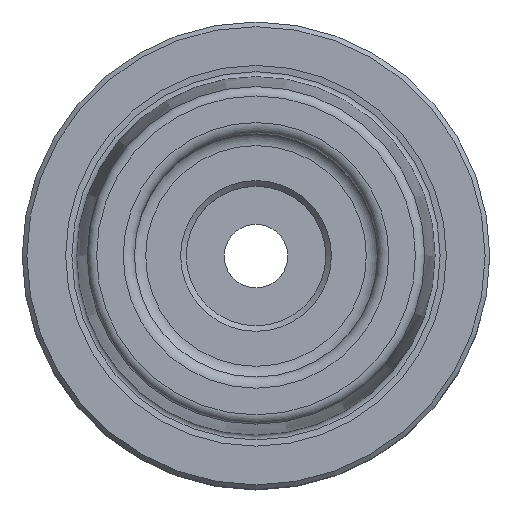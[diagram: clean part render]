
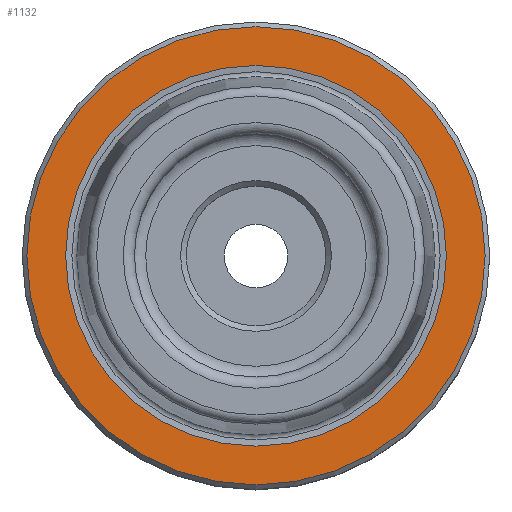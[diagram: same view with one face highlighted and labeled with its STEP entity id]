
A CAD part, top view. The second image highlights one B-rep face of the part: STEP entity #1132.
In plain terms, the highlighted planar face has unit normal (0, 0, 1).
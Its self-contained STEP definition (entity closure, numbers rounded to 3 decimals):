
#119=ORIENTED_EDGE('',*,*,#230,.T.);
#120=ORIENTED_EDGE('',*,*,#229,.F.);
#229=EDGE_CURVE('',#293,#293,#357,.T.);
#230=EDGE_CURVE('',#294,#294,#358,.T.);
#293=VERTEX_POINT('',#1641);
#294=VERTEX_POINT('',#1644);
#357=CIRCLE('',#1227,20.358);
#358=CIRCLE('',#1229,24.5);
#439=EDGE_LOOP('',(#119));
#440=EDGE_LOOP('',(#120));
#567=FACE_BOUND('',#439,.T.);
#568=FACE_BOUND('',#440,.T.);
#656=PLANE('',#1228);
#1132=ADVANCED_FACE('',(#567,#568),#656,.T.);
#1227=AXIS2_PLACEMENT_3D('',#1640,#1405,#1406);
#1228=AXIS2_PLACEMENT_3D('',#1642,#1407,#1408);
#1229=AXIS2_PLACEMENT_3D('',#1643,#1409,#1410);
#1405=DIRECTION('',(0.,0.,1.));
#1406=DIRECTION('',(1.,0.,0.));
#1407=DIRECTION('',(0.,0.,1.));
#1408=DIRECTION('',(1.,0.,0.));
#1409=DIRECTION('',(0.,0.,1.));
#1410=DIRECTION('',(1.,0.,0.));
#1640=CARTESIAN_POINT('',(0.,0.,0.));
#1641=CARTESIAN_POINT('',(20.358,0.,0.));
#1642=CARTESIAN_POINT('',(20.358,0.,0.));
#1643=CARTESIAN_POINT('',(0.,0.,0.));
#1644=CARTESIAN_POINT('',(24.5,0.,0.));
